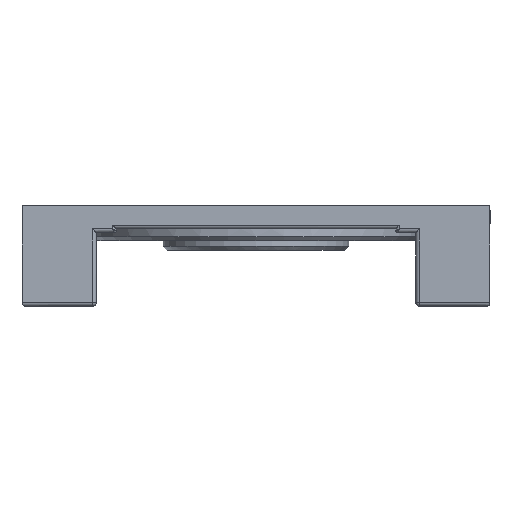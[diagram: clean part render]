
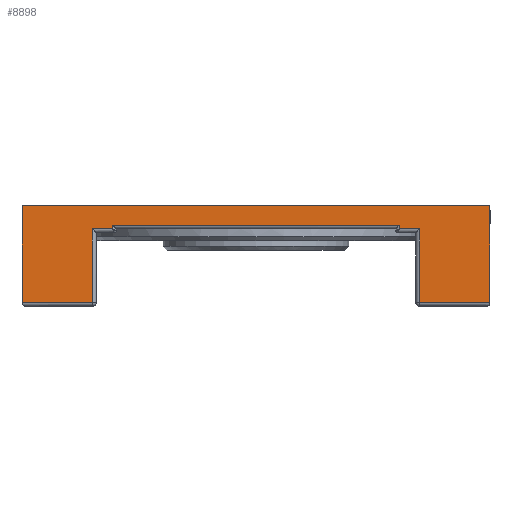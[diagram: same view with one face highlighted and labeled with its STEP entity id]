
A CAD part, front view. The second image highlights one B-rep face of the part: STEP entity #8898.
In plain terms, the highlighted planar face has unit normal (0, -1, 0).
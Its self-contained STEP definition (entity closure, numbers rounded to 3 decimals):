
#95 = CARTESIAN_POINT ( 'NONE',  ( 42.288, -73., 5.5 ) ) ;
#112 = VERTEX_POINT ( 'NONE', #501 ) ;
#127 = EDGE_LOOP ( 'NONE', ( #9037, #3664, #9877, #5878, #8302, #7737, #3443, #1647, #4825, #7519, #1221, #8301 ) ) ;
#231 = DIRECTION ( 'NONE',  ( 1., 0., 0. ) ) ;
#257 = CARTESIAN_POINT ( 'NONE',  ( 60.5, -73., -13.5 ) ) ;
#464 = DIRECTION ( 'NONE',  ( 0., 0., 1. ) ) ;
#501 = CARTESIAN_POINT ( 'NONE',  ( 42.288, -73., -13.5 ) ) ;
#655 = DIRECTION ( 'NONE',  ( 1., 0., 0. ) ) ;
#667 = CARTESIAN_POINT ( 'NONE',  ( 37.108, -73., 6.5 ) ) ;
#717 = CARTESIAN_POINT ( 'NONE',  ( -42.288, -73., -13.5 ) ) ;
#768 = DIRECTION ( 'NONE',  ( 0., 0., -1. ) ) ;
#819 = LINE ( 'NONE', #9491, #5889 ) ;
#856 = EDGE_CURVE ( 'NONE', #9861, #6454, #819, .T. ) ;
#868 = CARTESIAN_POINT ( 'NONE',  ( 60.5, -73., 11.5 ) ) ;
#1057 = LINE ( 'NONE', #3507, #2742 ) ;
#1062 = EDGE_CURVE ( 'NONE', #6454, #2740, #1120, .T. ) ;
#1120 = LINE ( 'NONE', #7656, #5728 ) ;
#1221 = ORIENTED_EDGE ( 'NONE', *, *, #856, .T. ) ;
#1453 = CARTESIAN_POINT ( 'NONE',  ( -37.108, -73., 6. ) ) ;
#1515 = CARTESIAN_POINT ( 'NONE',  ( -42.288, -73., 5.5 ) ) ;
#1647 = ORIENTED_EDGE ( 'NONE', *, *, #7891, .T. ) ;
#1733 = CARTESIAN_POINT ( 'NONE',  ( 42.288, -73., 11.5 ) ) ;
#1934 = DIRECTION ( 'NONE',  ( 0., 0., 1. ) ) ;
#2264 = VERTEX_POINT ( 'NONE', #717 ) ;
#2269 = DIRECTION ( 'NONE',  ( 0., 0., 1. ) ) ;
#2315 = EDGE_CURVE ( 'NONE', #9914, #5162, #8536, .T. ) ;
#2374 = VERTEX_POINT ( 'NONE', #5478 ) ;
#2383 = VECTOR ( 'NONE', #7150, 1000. ) ;
#2535 = CARTESIAN_POINT ( 'NONE',  ( -37.108, -73., 5.5 ) ) ;
#2540 = EDGE_CURVE ( 'NONE', #2264, #6755, #2865, .T. ) ;
#2613 = DIRECTION ( 'NONE',  ( 1., 0., 0. ) ) ;
#2666 = LINE ( 'NONE', #257, #7705 ) ;
#2690 = DIRECTION ( 'NONE',  ( 1., 0., 0. ) ) ;
#2702 = LINE ( 'NONE', #7249, #3421 ) ;
#2740 = VERTEX_POINT ( 'NONE', #95 ) ;
#2742 = VECTOR ( 'NONE', #2690, 1000. ) ;
#2754 = DIRECTION ( 'NONE',  ( 0., 0., -1. ) ) ;
#2772 = FACE_OUTER_BOUND ( 'NONE', #127, .T. ) ;
#2865 = LINE ( 'NONE', #9746, #6627 ) ;
#3220 = VERTEX_POINT ( 'NONE', #2535 ) ;
#3379 = LINE ( 'NONE', #1733, #2383 ) ;
#3421 = VECTOR ( 'NONE', #2754, 1000. ) ;
#3443 = ORIENTED_EDGE ( 'NONE', *, *, #2540, .T. ) ;
#3507 = CARTESIAN_POINT ( 'NONE',  ( -42.288, -73., -13.5 ) ) ;
#3664 = ORIENTED_EDGE ( 'NONE', *, *, #5077, .T. ) ;
#3868 = VECTOR ( 'NONE', #9438, 1000. ) ;
#4031 = CARTESIAN_POINT ( 'NONE',  ( -33.93, -73., 5.5 ) ) ;
#4301 = VECTOR ( 'NONE', #7087, 1000. ) ;
#4354 = DIRECTION ( 'NONE',  ( 0., 1., 0. ) ) ;
#4472 = VERTEX_POINT ( 'NONE', #8510 ) ;
#4541 = CARTESIAN_POINT ( 'NONE',  ( -60.5, -73., 11.5 ) ) ;
#4590 = LINE ( 'NONE', #4541, #4620 ) ;
#4620 = VECTOR ( 'NONE', #7706, 1000. ) ;
#4753 = CARTESIAN_POINT ( 'NONE',  ( 60.5, -73., 11.5 ) ) ;
#4825 = ORIENTED_EDGE ( 'NONE', *, *, #5587, .T. ) ;
#5077 = EDGE_CURVE ( 'NONE', #112, #5162, #2666, .T. ) ;
#5107 = CARTESIAN_POINT ( 'NONE',  ( 37.108, -73., 5.5 ) ) ;
#5162 = VERTEX_POINT ( 'NONE', #9909 ) ;
#5478 = CARTESIAN_POINT ( 'NONE',  ( -60.5, -73., 11.5 ) ) ;
#5587 = EDGE_CURVE ( 'NONE', #3220, #7108, #6980, .T. ) ;
#5728 = VECTOR ( 'NONE', #655, 1000. ) ;
#5878 = ORIENTED_EDGE ( 'NONE', *, *, #7763, .F. ) ;
#5889 = VECTOR ( 'NONE', #768, 1000. ) ;
#5896 = CARTESIAN_POINT ( 'NONE',  ( -60.5, -73., 11.5 ) ) ;
#6454 = VERTEX_POINT ( 'NONE', #5107 ) ;
#6627 = VECTOR ( 'NONE', #1934, 1000. ) ;
#6755 = VERTEX_POINT ( 'NONE', #1515 ) ;
#6774 = EDGE_CURVE ( 'NONE', #4472, #2264, #1057, .T. ) ;
#6980 = LINE ( 'NONE', #1453, #7624 ) ;
#7087 = DIRECTION ( 'NONE',  ( 1., 0., 0. ) ) ;
#7108 = VERTEX_POINT ( 'NONE', #7416 ) ;
#7150 = DIRECTION ( 'NONE',  ( 0., 0., -1. ) ) ;
#7229 = CARTESIAN_POINT ( 'NONE',  ( -60.5, -73., 6.5 ) ) ;
#7249 = CARTESIAN_POINT ( 'NONE',  ( -60.5, -73., 11.5 ) ) ;
#7382 = AXIS2_PLACEMENT_3D ( 'NONE', #5896, #4354, #464 ) ;
#7416 = CARTESIAN_POINT ( 'NONE',  ( -37.108, -73., 6.5 ) ) ;
#7519 = ORIENTED_EDGE ( 'NONE', *, *, #9430, .T. ) ;
#7534 = EDGE_CURVE ( 'NONE', #2374, #4472, #2702, .T. ) ;
#7624 = VECTOR ( 'NONE', #2269, 1000. ) ;
#7656 = CARTESIAN_POINT ( 'NONE',  ( 38.435, -73., 5.5 ) ) ;
#7705 = VECTOR ( 'NONE', #2613, 1000. ) ;
#7706 = DIRECTION ( 'NONE',  ( 1., 0., 0. ) ) ;
#7737 = ORIENTED_EDGE ( 'NONE', *, *, #6774, .T. ) ;
#7763 = EDGE_CURVE ( 'NONE', #2374, #9914, #4590, .T. ) ;
#7891 = EDGE_CURVE ( 'NONE', #6755, #3220, #9476, .T. ) ;
#8005 = LINE ( 'NONE', #7229, #10001 ) ;
#8252 = PLANE ( 'NONE',  #7382 ) ;
#8301 = ORIENTED_EDGE ( 'NONE', *, *, #1062, .T. ) ;
#8302 = ORIENTED_EDGE ( 'NONE', *, *, #7534, .T. ) ;
#8510 = CARTESIAN_POINT ( 'NONE',  ( -60.5, -73., -13.5 ) ) ;
#8536 = LINE ( 'NONE', #868, #3868 ) ;
#8898 = ADVANCED_FACE ( 'NONE', ( #2772 ), #8252, .F. ) ;
#9037 = ORIENTED_EDGE ( 'NONE', *, *, #9955, .T. ) ;
#9430 = EDGE_CURVE ( 'NONE', #7108, #9861, #8005, .T. ) ;
#9438 = DIRECTION ( 'NONE',  ( 0., 0., -1. ) ) ;
#9476 = LINE ( 'NONE', #4031, #4301 ) ;
#9491 = CARTESIAN_POINT ( 'NONE',  ( 37.108, -73., 6. ) ) ;
#9746 = CARTESIAN_POINT ( 'NONE',  ( -42.288, -73., 11.5 ) ) ;
#9861 = VERTEX_POINT ( 'NONE', #667 ) ;
#9877 = ORIENTED_EDGE ( 'NONE', *, *, #2315, .F. ) ;
#9909 = CARTESIAN_POINT ( 'NONE',  ( 60.5, -73., -13.5 ) ) ;
#9914 = VERTEX_POINT ( 'NONE', #4753 ) ;
#9955 = EDGE_CURVE ( 'NONE', #2740, #112, #3379, .T. ) ;
#10001 = VECTOR ( 'NONE', #231, 1000. ) ;
